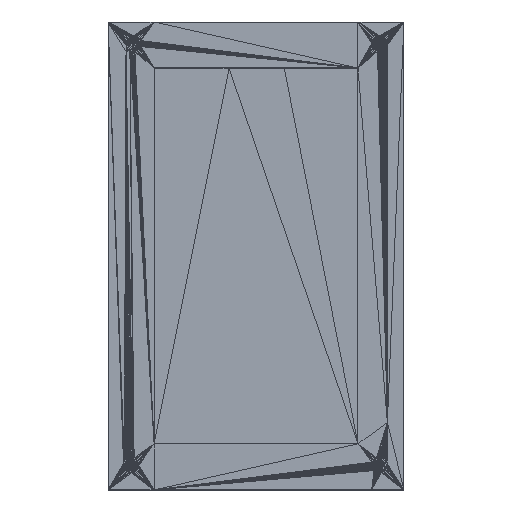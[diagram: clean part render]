
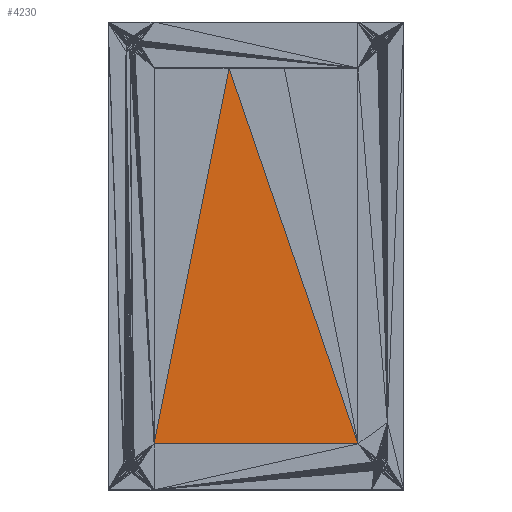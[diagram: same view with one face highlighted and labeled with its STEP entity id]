
A CAD part, top view. The second image highlights one B-rep face of the part: STEP entity #4230.
In plain terms, the highlighted planar face has unit normal (0, 0, 1).
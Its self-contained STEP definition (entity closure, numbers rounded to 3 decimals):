
#4090 = VERTEX_POINT('',#4091);
#4091 = CARTESIAN_POINT('',(12.003,-38.003,2.));
#4164 = PLANE('',#4165);
#4165 = AXIS2_PLACEMENT_3D('',#4166,#4167,#4168);
#4166 = CARTESIAN_POINT('',(0.223,5.55,2.));
#4167 = DIRECTION('',(0.,0.,1.));
#4168 = DIRECTION('',(1.,0.,-0.));
#4179 = VERTEX_POINT('',#4180);
#4180 = CARTESIAN_POINT('',(-16.002,43.703,2.));
#4205 = EDGE_CURVE('',#4179,#4090,#4206,.T.);
#4206 = SURFACE_CURVE('',#4207,(#4211,#4218),.PCURVE_S1.);
#4207 = LINE('',#4208,#4209);
#4208 = CARTESIAN_POINT('',(-16.002,43.703,2.));
#4209 = VECTOR('',#4210,1.);
#4210 = DIRECTION('',(0.324,-0.946,0.));
#4211 = PCURVE('',#4164,#4212);
#4212 = DEFINITIONAL_REPRESENTATION('',(#4213),#4217);
#4213 = LINE('',#4214,#4215);
#4214 = CARTESIAN_POINT('',(-16.225,38.153));
#4215 = VECTOR('',#4216,1.);
#4216 = DIRECTION('',(0.324,-0.946));
#4217 = ( GEOMETRIC_REPRESENTATION_CONTEXT(2) 
PARAMETRIC_REPRESENTATION_CONTEXT() REPRESENTATION_CONTEXT('2D SPACE',''
  ) );
#4218 = PCURVE('',#4219,#4224);
#4219 = PLANE('',#4220);
#4220 = AXIS2_PLACEMENT_3D('',#4221,#4222,#4223);
#4221 = CARTESIAN_POINT('',(-12.312,-5.608,2.));
#4222 = DIRECTION('',(0.,0.,1.));
#4223 = DIRECTION('',(1.,0.,-0.));
#4224 = DEFINITIONAL_REPRESENTATION('',(#4225),#4228);
#4225 = B_SPLINE_CURVE_WITH_KNOTS('',1,(#4226,#4227),.UNSPECIFIED.,.F.,
  .F.,(2,2),(0.,86.372),.PIECEWISE_BEZIER_KNOTS.);
#4226 = CARTESIAN_POINT('',(-3.69,49.311));
#4227 = CARTESIAN_POINT('',(24.315,-32.395));
#4228 = ( GEOMETRIC_REPRESENTATION_CONTEXT(2) 
PARAMETRIC_REPRESENTATION_CONTEXT() REPRESENTATION_CONTEXT('2D SPACE',''
  ) );
#4230 = ADVANCED_FACE('',(#4231),#4219,.T.);
#4231 = FACE_BOUND('',#4232,.T.);
#4232 = EDGE_LOOP('',(#4233,#4260,#4261));
#4233 = ORIENTED_EDGE('',*,*,#4234,.T.);
#4234 = EDGE_CURVE('',#4235,#4090,#4237,.T.);
#4235 = VERTEX_POINT('',#4236);
#4236 = CARTESIAN_POINT('',(-32.302,-38.003,2.));
#4237 = SURFACE_CURVE('',#4238,(#4242,#4249),.PCURVE_S1.);
#4238 = LINE('',#4239,#4240);
#4239 = CARTESIAN_POINT('',(-32.302,-38.003,2.));
#4240 = VECTOR('',#4241,1.);
#4241 = DIRECTION('',(1.,0.,0.));
#4242 = PCURVE('',#4219,#4243);
#4243 = DEFINITIONAL_REPRESENTATION('',(#4244),#4248);
#4244 = LINE('',#4245,#4246);
#4245 = CARTESIAN_POINT('',(-19.99,-32.395));
#4246 = VECTOR('',#4247,1.);
#4247 = DIRECTION('',(1.,0.));
#4248 = ( GEOMETRIC_REPRESENTATION_CONTEXT(2) 
PARAMETRIC_REPRESENTATION_CONTEXT() REPRESENTATION_CONTEXT('2D SPACE',''
  ) );
#4249 = PCURVE('',#4250,#4255);
#4250 = PLANE('',#4251);
#4251 = AXIS2_PLACEMENT_3D('',#4252,#4253,#4254);
#4252 = CARTESIAN_POINT('',(-12.371,-38.003,
    4.779));
#4253 = DIRECTION('',(0.,1.,0.));
#4254 = DIRECTION('',(0.,-0.,1.));
#4255 = DEFINITIONAL_REPRESENTATION('',(#4256),#4259);
#4256 = B_SPLINE_CURVE_WITH_KNOTS('',1,(#4257,#4258),.UNSPECIFIED.,.F.,
  .F.,(2,2),(0.,44.305),.PIECEWISE_BEZIER_KNOTS.);
#4257 = CARTESIAN_POINT('',(-2.779,-19.931));
#4258 = CARTESIAN_POINT('',(-2.779,24.374));
#4259 = ( GEOMETRIC_REPRESENTATION_CONTEXT(2) 
PARAMETRIC_REPRESENTATION_CONTEXT() REPRESENTATION_CONTEXT('2D SPACE',''
  ) );
#4260 = ORIENTED_EDGE('',*,*,#4205,.F.);
#4261 = ORIENTED_EDGE('',*,*,#4262,.T.);
#4262 = EDGE_CURVE('',#4179,#4235,#4263,.T.);
#4263 = SURFACE_CURVE('',#4264,(#4268,#4275),.PCURVE_S1.);
#4264 = LINE('',#4265,#4266);
#4265 = CARTESIAN_POINT('',(-16.002,43.703,2.));
#4266 = VECTOR('',#4267,1.);
#4267 = DIRECTION('',(-0.196,-0.981,0.));
#4268 = PCURVE('',#4219,#4269);
#4269 = DEFINITIONAL_REPRESENTATION('',(#4270),#4274);
#4270 = LINE('',#4271,#4272);
#4271 = CARTESIAN_POINT('',(-3.69,49.311));
#4272 = VECTOR('',#4273,1.);
#4273 = DIRECTION('',(-0.196,-0.981));
#4274 = ( GEOMETRIC_REPRESENTATION_CONTEXT(2) 
PARAMETRIC_REPRESENTATION_CONTEXT() REPRESENTATION_CONTEXT('2D SPACE',''
  ) );
#4275 = PCURVE('',#4276,#4281);
#4276 = PLANE('',#4277);
#4277 = AXIS2_PLACEMENT_3D('',#4278,#4279,#4280);
#4278 = CARTESIAN_POINT('',(-27.824,6.522,2.));
#4279 = DIRECTION('',(0.,0.,1.));
#4280 = DIRECTION('',(1.,0.,-0.));
#4281 = DEFINITIONAL_REPRESENTATION('',(#4282),#4285);
#4282 = B_SPLINE_CURVE_WITH_KNOTS('',1,(#4283,#4284),.UNSPECIFIED.,.F.,
  .F.,(2,2),(0.,83.316),.PIECEWISE_BEZIER_KNOTS.);
#4283 = CARTESIAN_POINT('',(11.822,37.181));
#4284 = CARTESIAN_POINT('',(-4.478,-44.525));
#4285 = ( GEOMETRIC_REPRESENTATION_CONTEXT(2) 
PARAMETRIC_REPRESENTATION_CONTEXT() REPRESENTATION_CONTEXT('2D SPACE',''
  ) );
